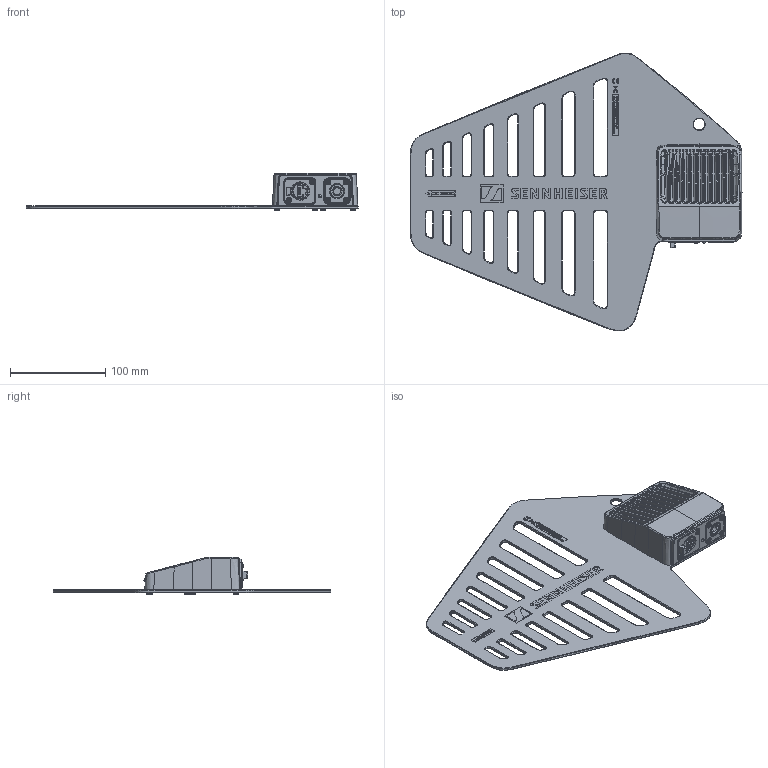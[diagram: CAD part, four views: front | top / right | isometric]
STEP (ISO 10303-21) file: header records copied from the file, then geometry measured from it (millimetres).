
FILE_DESCRIPTION(('CATIA V5 STEP Exchange','CAx-IF Rec.Pracs.--- Model Styling and Organization---1.5--- 2016-08-15','CAx-IF Rec.Pracs.---Supplemental Geometry---1.0---2011-11-01','CAx-IF Rec.Pracs.--- Composite Materials ---1.1---2010-07-15'),'2;1');
FILE_NAME('591308-3d-out00-01.stp','2024-03-04T09:21:58+00:00',('none'),('none'),'CATIA Version 5-6 Release 2023 SP3','CATIA V5 STEP AP214 v3','none');
FILE_SCHEMA(('AUTOMOTIVE_DESIGN { 1 0 10303 214 1 1 1 1 }'));
Products named in the file (1): 591308_3D_OUT-01
Bounding box: 348.98 x 292.16 x 39.33 mm (x, y, z)
Volume: 410354.3 mm3; surface area: 138898.3 mm2
Topology: 1 solids, 5 shells, 4354 faces, 11099 edges, 6921 vertices
Faces by surface type: plane 1453, bspline 1064, extrusion 975, cylinder 533, cone 209, sphere 66, torus 54
Entity records: 199568 total; most frequent: CARTESIAN_POINT 112551, ORIENTED_EDGE 22122, EDGE_CURVE 11061, DIRECTION 9605, B_SPLINE_CURVE_WITH_KNOTS 7026, VERTEX_POINT 6921, VECTOR 5138, EDGE_LOOP 4622
